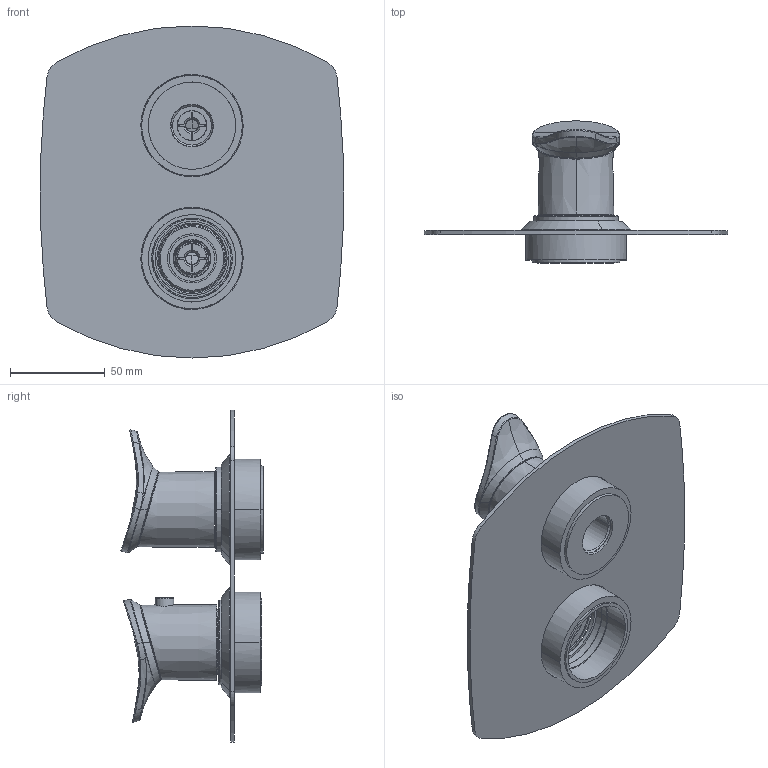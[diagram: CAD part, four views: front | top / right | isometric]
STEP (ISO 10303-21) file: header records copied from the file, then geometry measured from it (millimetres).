
FILE_DESCRIPTION(('CATIA V5 STEP Exchange','CAx-IF Rec.Pracs.--- Model Styling and Organization---1.5--- 2016-08-15','CAx-IF Rec.Pracs.---Supplemental Geometry---1.0---2011-11-01','CAx-IF Rec.Pracs.--- Composite Materials ---3.4---2017-06-13','CAx-IF Rec.Pracs.---Tessellated 3D Geometry---1.0---2015-12-17'),'2;1');
FILE_NAME('HC007300 - rendering.stp','2023-09-28T12:03:02+00:00',('none'),('none'),'CATIA Version 5-6 Release 2020 SP2','CATIA V5 STEP AP242 v2','none');
FILE_SCHEMA(('AP242_MANAGED_MODEL_BASED_3D_ENGINEERING_MIM_LF {1 0 10303 442 1 1 4}'));
Products named in the file (1): HC00730021
Bounding box: 160 x 74.89 x 175 mm (x, y, z)
Volume: 157811.4 mm3; surface area: 117335.6 mm2
Topology: 6 solids, 12 shells, 2299 faces, 6048 edges, 3692 vertices
Faces by surface type: plane 897, bspline 503, cylinder 415, torus 222, cone 158, extrusion 88, sphere 16
Entity records: 108958 total; most frequent: CARTESIAN_POINT 58489, ORIENTED_EDGE 11952, DIRECTION 6624, EDGE_CURVE 5976, VERTEX_POINT 3692, AXIS2_PLACEMENT_3D 2795, VECTOR 2401, EDGE_LOOP 2378
